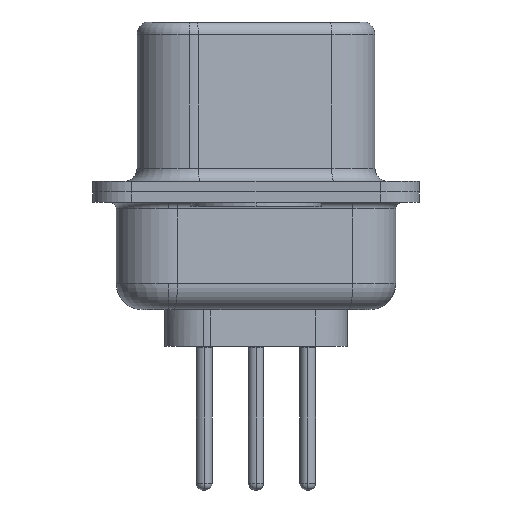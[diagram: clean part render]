
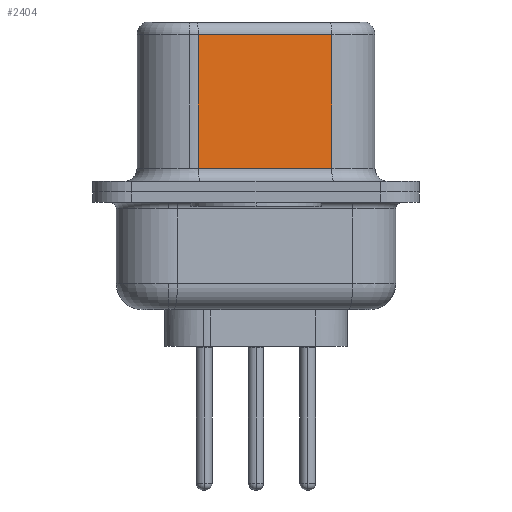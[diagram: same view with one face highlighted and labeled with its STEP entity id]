
A CAD part, left-side view. The second image highlights one B-rep face of the part: STEP entity #2404.
In plain terms, the highlighted planar face has unit normal (-0.985, -0.174, 0).
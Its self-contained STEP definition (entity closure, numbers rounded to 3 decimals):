
#27 = CARTESIAN_POINT ( 'NONE',  ( 3.68, 2.203, 6.02 ) ) ;
#335 = PLANE ( 'NONE',  #10458 ) ;
#515 = DIRECTION ( 'NONE',  ( 0.985, 0.174, 0. ) ) ;
#788 = LINE ( 'NONE', #3784, #6792 ) ;
#1076 = CARTESIAN_POINT ( 'NONE',  ( 4.58, -2.897, 6.52 ) ) ;
#1289 = CARTESIAN_POINT ( 'NONE',  ( 4.58, -2.897, 0.9 ) ) ;
#1298 = DIRECTION ( 'NONE',  ( -0.174, 0.985, 0. ) ) ;
#1309 = ORIENTED_EDGE ( 'NONE', *, *, #1638, .F. ) ;
#1323 = VERTEX_POINT ( 'NONE', #8562 ) ;
#1467 = CARTESIAN_POINT ( 'NONE',  ( 4.58, -2.897, 6.02 ) ) ;
#1638 = EDGE_CURVE ( 'NONE', #10372, #8748, #3209, .T. ) ;
#2404 = ADVANCED_FACE ( 'NONE', ( #12402 ), #335, .F. ) ;
#2436 = CARTESIAN_POINT ( 'NONE',  ( 4.58, -2.897, 6.02 ) ) ;
#3209 = LINE ( 'NONE', #14301, #6193 ) ;
#3784 = CARTESIAN_POINT ( 'NONE',  ( 4.58, -2.897, 0.9 ) ) ;
#4015 = VERTEX_POINT ( 'NONE', #27 ) ;
#4693 = EDGE_LOOP ( 'NONE', ( #1309, #12017, #12910, #10132 ) ) ;
#6193 = VECTOR ( 'NONE', #13540, 1000. ) ;
#6792 = VECTOR ( 'NONE', #11727, 1000. ) ;
#6950 = VECTOR ( 'NONE', #9875, 1000. ) ;
#8041 = DIRECTION ( 'NONE',  ( -0.174, 0.985, 0. ) ) ;
#8451 = VECTOR ( 'NONE', #8041, 1000. ) ;
#8562 = CARTESIAN_POINT ( 'NONE',  ( 3.68, 2.203, 0.9 ) ) ;
#8748 = VERTEX_POINT ( 'NONE', #1289 ) ;
#9622 = EDGE_CURVE ( 'NONE', #10372, #4015, #11492, .T. ) ;
#9875 = DIRECTION ( 'NONE',  ( 0., 0., -1. ) ) ;
#10132 = ORIENTED_EDGE ( 'NONE', *, *, #14017, .T. ) ;
#10338 = LINE ( 'NONE', #12098, #6950 ) ;
#10372 = VERTEX_POINT ( 'NONE', #1467 ) ;
#10458 = AXIS2_PLACEMENT_3D ( 'NONE', #1076, #515, #1298 ) ;
#11492 = LINE ( 'NONE', #2436, #8451 ) ;
#11727 = DIRECTION ( 'NONE',  ( 0.174, -0.985, 0. ) ) ;
#12017 = ORIENTED_EDGE ( 'NONE', *, *, #9622, .T. ) ;
#12098 = CARTESIAN_POINT ( 'NONE',  ( 3.68, 2.203, 6.52 ) ) ;
#12402 = FACE_OUTER_BOUND ( 'NONE', #4693, .T. ) ;
#12910 = ORIENTED_EDGE ( 'NONE', *, *, #14241, .T. ) ;
#13540 = DIRECTION ( 'NONE',  ( 0., 0., -1. ) ) ;
#14017 = EDGE_CURVE ( 'NONE', #1323, #8748, #788, .T. ) ;
#14241 = EDGE_CURVE ( 'NONE', #4015, #1323, #10338, .T. ) ;
#14301 = CARTESIAN_POINT ( 'NONE',  ( 4.58, -2.897, 6.52 ) ) ;
